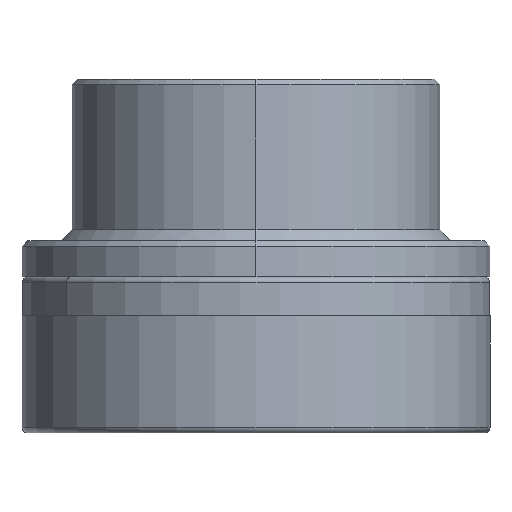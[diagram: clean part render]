
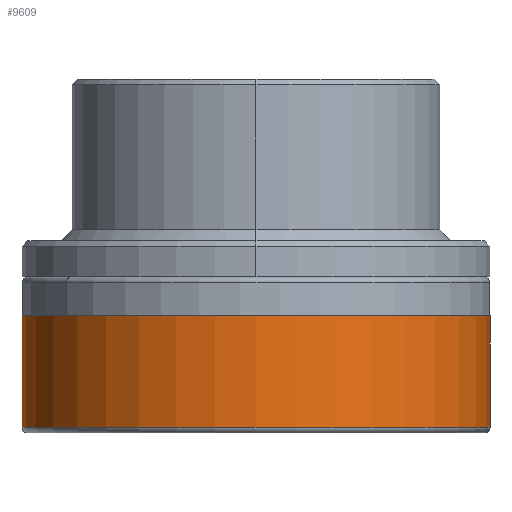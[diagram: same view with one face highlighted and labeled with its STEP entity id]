
A CAD part, front view. The second image highlights one B-rep face of the part: STEP entity #9609.
In plain terms, the highlighted cylindrical face has radius 42 mm (diameter 84 mm), a partial arc.
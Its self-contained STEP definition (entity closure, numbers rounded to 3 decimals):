
#15 = CIRCLE ( 'NONE', #18774, 42. ) ;
#252 = EDGE_CURVE ( 'NONE', #2287, #14994, #28636, .T. ) ;
#2044 = EDGE_CURVE ( 'NONE', #15581, #14994, #33377, .T. ) ;
#2287 = VERTEX_POINT ( 'NONE', #33184 ) ;
#2516 = ORIENTED_EDGE ( 'NONE', *, *, #12848, .T. ) ;
#4286 = DIRECTION ( 'NONE',  ( 0., 0., -1. ) ) ;
#5915 = ORIENTED_EDGE ( 'NONE', *, *, #34943, .F. ) ;
#6421 = DIRECTION ( 'NONE',  ( 0., 0., 1. ) ) ;
#6971 = AXIS2_PLACEMENT_3D ( 'NONE', #9165, #6421, #35246 ) ;
#7692 = CARTESIAN_POINT ( 'NONE',  ( 0., 0., 20. ) ) ;
#9165 = CARTESIAN_POINT ( 'NONE',  ( 0., 0., 0. ) ) ;
#9609 = ADVANCED_FACE ( 'NONE', ( #9714 ), #10610, .T. ) ;
#9714 = FACE_OUTER_BOUND ( 'NONE', #29714, .T. ) ;
#9876 = VECTOR ( 'NONE', #4286, 1000. ) ;
#10610 = CYLINDRICAL_SURFACE ( 'NONE', #33996, 42. ) ;
#10724 = DIRECTION ( 'NONE',  ( 1., 0., 0. ) ) ;
#10774 = LINE ( 'NONE', #18446, #9876 ) ;
#12486 = VECTOR ( 'NONE', #15302, 1000. ) ;
#12848 = EDGE_CURVE ( 'NONE', #28393, #15581, #10774, .T. ) ;
#14994 = VERTEX_POINT ( 'NONE', #30371 ) ;
#15302 = DIRECTION ( 'NONE',  ( 0., 0., -1. ) ) ;
#15581 = VERTEX_POINT ( 'NONE', #35107 ) ;
#16353 = DIRECTION ( 'NONE',  ( 0., 0., 1. ) ) ;
#18073 = ORIENTED_EDGE ( 'NONE', *, *, #2044, .T. ) ;
#18446 = CARTESIAN_POINT ( 'NONE',  ( -42., 0., 6. ) ) ;
#18774 = AXIS2_PLACEMENT_3D ( 'NONE', #7692, #16353, #10724 ) ;
#24182 = CARTESIAN_POINT ( 'NONE',  ( 42., 0., 6. ) ) ;
#25797 = DIRECTION ( 'NONE',  ( -1., 0., 0. ) ) ;
#26514 = CARTESIAN_POINT ( 'NONE',  ( -42., 0., 20. ) ) ;
#28393 = VERTEX_POINT ( 'NONE', #26514 ) ;
#28636 = LINE ( 'NONE', #24182, #12486 ) ;
#29714 = EDGE_LOOP ( 'NONE', ( #32028, #5915, #2516, #18073 ) ) ;
#30371 = CARTESIAN_POINT ( 'NONE',  ( 42., 0., 0. ) ) ;
#32028 = ORIENTED_EDGE ( 'NONE', *, *, #252, .F. ) ;
#33184 = CARTESIAN_POINT ( 'NONE',  ( 42., 0., 20. ) ) ;
#33377 = CIRCLE ( 'NONE', #6971, 42. ) ;
#33996 = AXIS2_PLACEMENT_3D ( 'NONE', #37076, #34307, #25797 ) ;
#34307 = DIRECTION ( 'NONE',  ( 0., 0., -1. ) ) ;
#34943 = EDGE_CURVE ( 'NONE', #28393, #2287, #15, .T. ) ;
#35107 = CARTESIAN_POINT ( 'NONE',  ( -42., 0., 0. ) ) ;
#35246 = DIRECTION ( 'NONE',  ( -1., 0., 0. ) ) ;
#37076 = CARTESIAN_POINT ( 'NONE',  ( 0., 0., 6. ) ) ;
